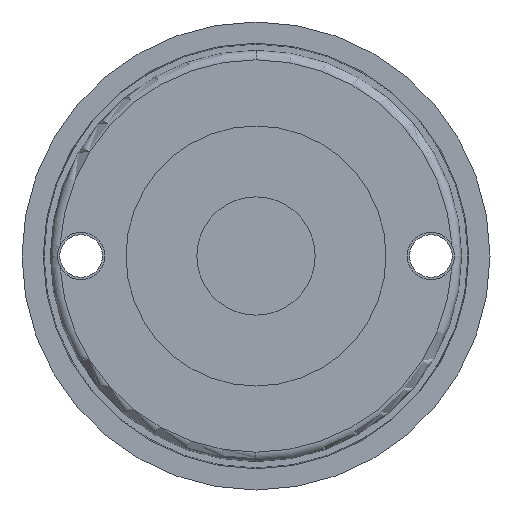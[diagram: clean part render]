
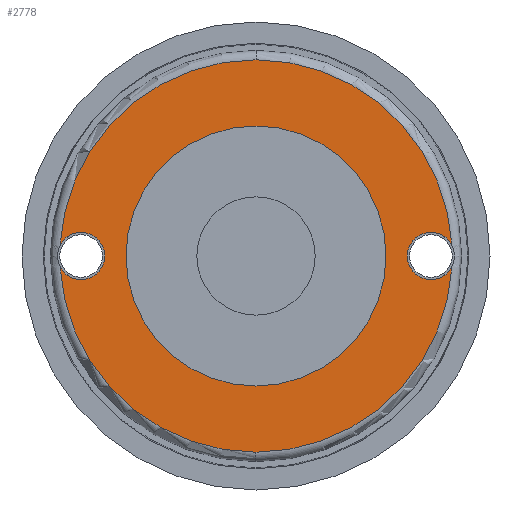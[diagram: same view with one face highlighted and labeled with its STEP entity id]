
A CAD part, front view. The second image highlights one B-rep face of the part: STEP entity #2778.
In plain terms, the highlighted planar face has unit normal (0, -1, 0).
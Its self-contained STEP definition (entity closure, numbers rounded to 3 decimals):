
#42 = DIRECTION ( 'NONE',  ( 0., 0., 1. ) ) ;
#86 = DIRECTION ( 'NONE',  ( 0., 1., 0. ) ) ;
#90 = DIRECTION ( 'NONE',  ( 0., 1., 0. ) ) ;
#109 = CARTESIAN_POINT ( 'NONE',  ( 0., -2., 0. ) ) ;
#122 = CARTESIAN_POINT ( 'NONE',  ( 37., -2., 5. ) ) ;
#150 = ORIENTED_EDGE ( 'NONE', *, *, #2000, .T. ) ;
#180 = DIRECTION ( 'NONE',  ( 0., 0., -1. ) ) ;
#245 = DIRECTION ( 'NONE',  ( 0., 1., 0. ) ) ;
#291 = CARTESIAN_POINT ( 'NONE',  ( -37., -2., 0. ) ) ;
#329 = EDGE_CURVE ( 'NONE', #2520, #1444, #2455, .T. ) ;
#340 = DIRECTION ( 'NONE',  ( 0., 0., -1. ) ) ;
#341 = CARTESIAN_POINT ( 'NONE',  ( 0., -2., 0. ) ) ;
#370 = EDGE_CURVE ( 'NONE', #1538, #2034, #1680, .T. ) ;
#419 = CARTESIAN_POINT ( 'NONE',  ( 41.436, -2., -2.307 ) ) ;
#458 = ORIENTED_EDGE ( 'NONE', *, *, #1889, .T. ) ;
#495 = ORIENTED_EDGE ( 'NONE', *, *, #370, .T. ) ;
#496 = EDGE_CURVE ( 'NONE', #2971, #1538, #1776, .T. ) ;
#501 = CARTESIAN_POINT ( 'NONE',  ( 0., -2., 0. ) ) ;
#511 = EDGE_CURVE ( 'NONE', #2034, #1768, #1385, .T. ) ;
#538 = CARTESIAN_POINT ( 'NONE',  ( 0., -2., 27.5 ) ) ;
#570 = DIRECTION ( 'NONE',  ( 0., 1., 0. ) ) ;
#572 = DIRECTION ( 'NONE',  ( 0., 0., -1. ) ) ;
#583 = ORIENTED_EDGE ( 'NONE', *, *, #1298, .T. ) ;
#588 = DIRECTION ( 'NONE',  ( 0., 0., 1. ) ) ;
#611 = CIRCLE ( 'NONE', #2782, 5. ) ;
#637 = DIRECTION ( 'NONE',  ( 0., -1., 0. ) ) ;
#639 = EDGE_CURVE ( 'NONE', #2198, #2040, #2947, .T. ) ;
#655 = VERTEX_POINT ( 'NONE', #122 ) ;
#719 = VERTEX_POINT ( 'NONE', #2178 ) ;
#755 = AXIS2_PLACEMENT_3D ( 'NONE', #109, #90, #340 ) ;
#807 = CIRCLE ( 'NONE', #755, 27.5 ) ;
#817 = ORIENTED_EDGE ( 'NONE', *, *, #639, .T. ) ;
#917 = ORIENTED_EDGE ( 'NONE', *, *, #1099, .T. ) ;
#951 = CARTESIAN_POINT ( 'NONE',  ( -37., -2., -5. ) ) ;
#1099 = EDGE_CURVE ( 'NONE', #2040, #719, #2316, .T. ) ;
#1139 = ORIENTED_EDGE ( 'NONE', *, *, #2216, .T. ) ;
#1145 = CIRCLE ( 'NONE', #2978, 5. ) ;
#1197 = AXIS2_PLACEMENT_3D ( 'NONE', #501, #1430, #2128 ) ;
#1199 = AXIS2_PLACEMENT_3D ( 'NONE', #341, #1251, #2643 ) ;
#1216 = AXIS2_PLACEMENT_3D ( 'NONE', #1701, #570, #2593 ) ;
#1217 = DIRECTION ( 'NONE',  ( 0., 0., 1. ) ) ;
#1238 = DIRECTION ( 'NONE',  ( 0., -1., 0. ) ) ;
#1251 = DIRECTION ( 'NONE',  ( 0., 1., 0. ) ) ;
#1268 = ORIENTED_EDGE ( 'NONE', *, *, #511, .T. ) ;
#1298 = EDGE_CURVE ( 'NONE', #719, #2967, #2124, .T. ) ;
#1325 = CARTESIAN_POINT ( 'NONE',  ( 0., -2., 41.5 ) ) ;
#1370 = EDGE_CURVE ( 'NONE', #655, #2198, #2526, .T. ) ;
#1385 = CIRCLE ( 'NONE', #2645, 5. ) ;
#1392 = ORIENTED_EDGE ( 'NONE', *, *, #2833, .T. ) ;
#1398 = DIRECTION ( 'NONE',  ( 0., 0., 1. ) ) ;
#1430 = DIRECTION ( 'NONE',  ( 0., -1., 0. ) ) ;
#1444 = VERTEX_POINT ( 'NONE', #538 ) ;
#1522 = CIRCLE ( 'NONE', #2281, 5. ) ;
#1538 = VERTEX_POINT ( 'NONE', #2028 ) ;
#1680 = CIRCLE ( 'NONE', #2110, 41.5 ) ;
#1701 = CARTESIAN_POINT ( 'NONE',  ( 37., -2., 0. ) ) ;
#1758 = FACE_BOUND ( 'NONE', #1931, .T. ) ;
#1768 = VERTEX_POINT ( 'NONE', #2652 ) ;
#1776 = CIRCLE ( 'NONE', #1197, 41.5 ) ;
#1864 = DIRECTION ( 'NONE',  ( 0., 1., 0. ) ) ;
#1889 = EDGE_CURVE ( 'NONE', #1768, #655, #611, .T. ) ;
#1931 = EDGE_LOOP ( 'NONE', ( #2373, #150 ) ) ;
#1998 = PLANE ( 'NONE',  #2480 ) ;
#2000 = EDGE_CURVE ( 'NONE', #1444, #2520, #807, .T. ) ;
#2022 = DIRECTION ( 'NONE',  ( 0., 0., -1. ) ) ;
#2028 = CARTESIAN_POINT ( 'NONE',  ( 0., -2., -41.5 ) ) ;
#2034 = VERTEX_POINT ( 'NONE', #419 ) ;
#2040 = VERTEX_POINT ( 'NONE', #1325 ) ;
#2094 = CARTESIAN_POINT ( 'NONE',  ( 37., -2., 0. ) ) ;
#2103 = CARTESIAN_POINT ( 'NONE',  ( 0., -2., -27.5 ) ) ;
#2110 = AXIS2_PLACEMENT_3D ( 'NONE', #2966, #637, #2022 ) ;
#2115 = CARTESIAN_POINT ( 'NONE',  ( 41.436, -2., 2.307 ) ) ;
#2116 = CARTESIAN_POINT ( 'NONE',  ( 37., -2., 0. ) ) ;
#2117 = ORIENTED_EDGE ( 'NONE', *, *, #496, .T. ) ;
#2124 = CIRCLE ( 'NONE', #2422, 5. ) ;
#2128 = DIRECTION ( 'NONE',  ( 0., 0., -1. ) ) ;
#2139 = CARTESIAN_POINT ( 'NONE',  ( -37., -2., 5. ) ) ;
#2146 = VERTEX_POINT ( 'NONE', #951 ) ;
#2152 = CARTESIAN_POINT ( 'NONE',  ( -41.436, -2., -2.307 ) ) ;
#2178 = CARTESIAN_POINT ( 'NONE',  ( -41.436, -2., 2.307 ) ) ;
#2198 = VERTEX_POINT ( 'NONE', #2115 ) ;
#2216 = EDGE_CURVE ( 'NONE', #2967, #2146, #1145, .T. ) ;
#2241 = DIRECTION ( 'NONE',  ( 0., -1., 0. ) ) ;
#2274 = AXIS2_PLACEMENT_3D ( 'NONE', #2615, #1238, #2662 ) ;
#2281 = AXIS2_PLACEMENT_3D ( 'NONE', #2336, #1864, #42 ) ;
#2316 = CIRCLE ( 'NONE', #2274, 41.5 ) ;
#2329 = DIRECTION ( 'NONE',  ( 0., 1., 0. ) ) ;
#2336 = CARTESIAN_POINT ( 'NONE',  ( -37., -2., 0. ) ) ;
#2373 = ORIENTED_EDGE ( 'NONE', *, *, #329, .T. ) ;
#2422 = AXIS2_PLACEMENT_3D ( 'NONE', #291, #2329, #2770 ) ;
#2455 = CIRCLE ( 'NONE', #1199, 27.5 ) ;
#2480 = AXIS2_PLACEMENT_3D ( 'NONE', #2934, #2241, #180 ) ;
#2520 = VERTEX_POINT ( 'NONE', #2103 ) ;
#2526 = CIRCLE ( 'NONE', #1216, 5. ) ;
#2593 = DIRECTION ( 'NONE',  ( 0., 0., 1. ) ) ;
#2594 = CARTESIAN_POINT ( 'NONE',  ( 0., -2., 0. ) ) ;
#2613 = ORIENTED_EDGE ( 'NONE', *, *, #1370, .T. ) ;
#2615 = CARTESIAN_POINT ( 'NONE',  ( 0., -2., 0. ) ) ;
#2643 = DIRECTION ( 'NONE',  ( 0., 0., -1. ) ) ;
#2645 = AXIS2_PLACEMENT_3D ( 'NONE', #2116, #2806, #1398 ) ;
#2652 = CARTESIAN_POINT ( 'NONE',  ( 37., -2., -5. ) ) ;
#2656 = DIRECTION ( 'NONE',  ( 0., -1., 0. ) ) ;
#2662 = DIRECTION ( 'NONE',  ( 0., 0., -1. ) ) ;
#2682 = FACE_OUTER_BOUND ( 'NONE', #2706, .T. ) ;
#2706 = EDGE_LOOP ( 'NONE', ( #1268, #458, #2613, #817, #917, #583, #1139, #1392, #2117, #495 ) ) ;
#2770 = DIRECTION ( 'NONE',  ( 0., 0., 1. ) ) ;
#2778 = ADVANCED_FACE ( 'NONE', ( #1758, #2682 ), #1998, .T. ) ;
#2782 = AXIS2_PLACEMENT_3D ( 'NONE', #2094, #245, #1217 ) ;
#2806 = DIRECTION ( 'NONE',  ( 0., 1., 0. ) ) ;
#2833 = EDGE_CURVE ( 'NONE', #2146, #2971, #1522, .T. ) ;
#2907 = CARTESIAN_POINT ( 'NONE',  ( -37., -2., 0. ) ) ;
#2934 = CARTESIAN_POINT ( 'NONE',  ( 0., -2., 27.5 ) ) ;
#2945 = AXIS2_PLACEMENT_3D ( 'NONE', #2594, #2656, #572 ) ;
#2947 = CIRCLE ( 'NONE', #2945, 41.5 ) ;
#2966 = CARTESIAN_POINT ( 'NONE',  ( 0., -2., 0. ) ) ;
#2967 = VERTEX_POINT ( 'NONE', #2139 ) ;
#2971 = VERTEX_POINT ( 'NONE', #2152 ) ;
#2978 = AXIS2_PLACEMENT_3D ( 'NONE', #2907, #86, #588 ) ;
